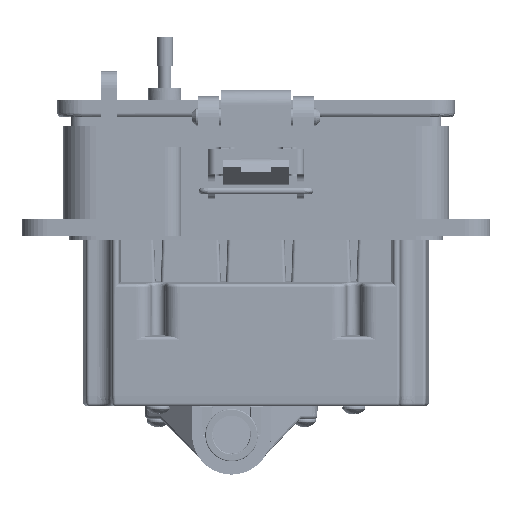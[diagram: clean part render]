
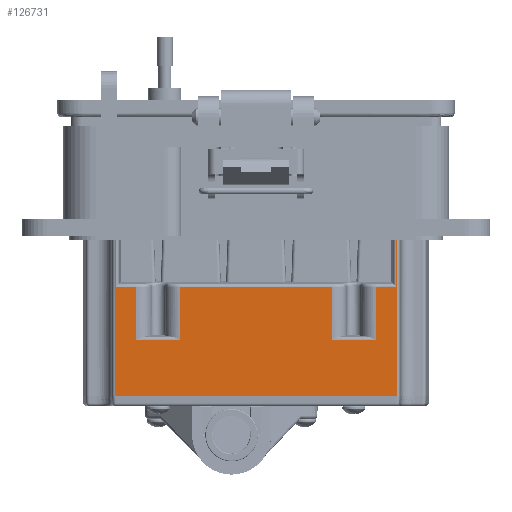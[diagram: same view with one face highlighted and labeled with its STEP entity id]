
A CAD part, front view. The second image highlights one B-rep face of the part: STEP entity #126731.
In plain terms, the highlighted planar face has unit normal (0, -1, 0).
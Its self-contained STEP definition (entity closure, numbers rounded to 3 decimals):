
#984 = VECTOR ( 'NONE', #83313, 1000. ) ;
#4720 = ORIENTED_EDGE ( 'NONE', *, *, #93337, .T. ) ;
#6886 = DIRECTION ( 'NONE',  ( 0., 0., 1. ) ) ;
#7978 = DIRECTION ( 'NONE',  ( -1., 0., 0. ) ) ;
#8581 = CARTESIAN_POINT ( 'NONE',  ( -35.052, -17.145, -41.783 ) ) ;
#11898 = VERTEX_POINT ( 'NONE', #34574 ) ;
#12671 = CARTESIAN_POINT ( 'NONE',  ( -18.389, -17.145, -15.557 ) ) ;
#13490 = VECTOR ( 'NONE', #98190, 1000. ) ;
#15041 = VERTEX_POINT ( 'NONE', #67789 ) ;
#17292 = LINE ( 'NONE', #18552, #111665 ) ;
#17752 = VECTOR ( 'NONE', #72999, 1000. ) ;
#18552 = CARTESIAN_POINT ( 'NONE',  ( -28.855, -17.145, -44.164 ) ) ;
#18894 = EDGE_CURVE ( 'NONE', #73008, #58944, #63847, .T. ) ;
#20418 = LINE ( 'NONE', #110968, #107595 ) ;
#23293 = VERTEX_POINT ( 'NONE', #39551 ) ;
#23333 = CARTESIAN_POINT ( 'NONE',  ( 33.823, -17.145, -41.783 ) ) ;
#24702 = VECTOR ( 'NONE', #62017, 1000. ) ;
#26247 = VECTOR ( 'NONE', #56499, 1000. ) ;
#28024 = VECTOR ( 'NONE', #119995, 1000. ) ;
#28230 = VECTOR ( 'NONE', #46154, 1000. ) ;
#30428 = VECTOR ( 'NONE', #83830, 1000. ) ;
#31312 = DIRECTION ( 'NONE',  ( -1., 0., 0. ) ) ;
#31694 = VERTEX_POINT ( 'NONE', #55885 ) ;
#33186 = LINE ( 'NONE', #43476, #17752 ) ;
#34574 = CARTESIAN_POINT ( 'NONE',  ( 33.951, -17.145, 9.017 ) ) ;
#35139 = CARTESIAN_POINT ( 'NONE',  ( -35.052, -17.145, 9.017 ) ) ;
#36931 = CARTESIAN_POINT ( 'NONE',  ( 33.823, -17.145, -15.557 ) ) ;
#37211 = EDGE_CURVE ( 'NONE', #58944, #83217, #118151, .T. ) ;
#37826 = ORIENTED_EDGE ( 'NONE', *, *, #18894, .T. ) ;
#39002 = DIRECTION ( 'NONE',  ( 0., 0., 1. ) ) ;
#39551 = CARTESIAN_POINT ( 'NONE',  ( -33.951, -17.145, 9.017 ) ) ;
#40267 = VERTEX_POINT ( 'NONE', #54024 ) ;
#42657 = VERTEX_POINT ( 'NONE', #70339 ) ;
#43476 = CARTESIAN_POINT ( 'NONE',  ( -33.823, -17.145, -41.783 ) ) ;
#44437 = PLANE ( 'NONE',  #103721 ) ;
#46154 = DIRECTION ( 'NONE',  ( -1., 0., 0. ) ) ;
#46993 = EDGE_CURVE ( 'NONE', #82766, #101241, #67288, .T. ) ;
#49040 = VECTOR ( 'NONE', #7978, 1000. ) ;
#50017 = CARTESIAN_POINT ( 'NONE',  ( -35.052, -17.145, -15.557 ) ) ;
#50450 = CARTESIAN_POINT ( 'NONE',  ( -28.855, -17.145, -15.557 ) ) ;
#50751 = CARTESIAN_POINT ( 'NONE',  ( 33.823, -17.145, 9.017 ) ) ;
#54024 = CARTESIAN_POINT ( 'NONE',  ( 28.855, -17.145, -28.257 ) ) ;
#54097 = DIRECTION ( 'NONE',  ( 1., 0., 0. ) ) ;
#55885 = CARTESIAN_POINT ( 'NONE',  ( 18.389, -17.145, -28.257 ) ) ;
#56499 = DIRECTION ( 'NONE',  ( 0., 0., 1. ) ) ;
#58944 = VERTEX_POINT ( 'NONE', #36931 ) ;
#59486 = ORIENTED_EDGE ( 'NONE', *, *, #66769, .T. ) ;
#61025 = ORIENTED_EDGE ( 'NONE', *, *, #100342, .T. ) ;
#61654 = VERTEX_POINT ( 'NONE', #76535 ) ;
#62017 = DIRECTION ( 'NONE',  ( -1., 0., 0. ) ) ;
#62821 = LINE ( 'NONE', #35139, #984 ) ;
#63436 = VERTEX_POINT ( 'NONE', #71837 ) ;
#63847 = LINE ( 'NONE', #23333, #100349 ) ;
#63968 = ORIENTED_EDGE ( 'NONE', *, *, #111792, .T. ) ;
#64916 = DIRECTION ( 'NONE',  ( 0., 0., 1. ) ) ;
#65631 = EDGE_CURVE ( 'NONE', #40267, #83217, #94988, .T. ) ;
#66769 = EDGE_CURVE ( 'NONE', #42657, #11898, #124468, .T. ) ;
#67288 = LINE ( 'NONE', #106453, #80750 ) ;
#67789 = CARTESIAN_POINT ( 'NONE',  ( -28.855, -17.145, -28.257 ) ) ;
#68307 = DIRECTION ( 'NONE',  ( 1., 0., 0. ) ) ;
#69807 = ORIENTED_EDGE ( 'NONE', *, *, #86781, .T. ) ;
#70339 = CARTESIAN_POINT ( 'NONE',  ( 33.951, -17.145, -41.783 ) ) ;
#70960 = LINE ( 'NONE', #110158, #24702 ) ;
#71837 = CARTESIAN_POINT ( 'NONE',  ( 18.389, -17.145, -15.557 ) ) ;
#72359 = CARTESIAN_POINT ( 'NONE',  ( 18.389, -17.145, -44.164 ) ) ;
#72999 = DIRECTION ( 'NONE',  ( 0., 0., 1. ) ) ;
#73008 = VERTEX_POINT ( 'NONE', #50751 ) ;
#73917 = EDGE_CURVE ( 'NONE', #23293, #61654, #62821, .T. ) ;
#74053 = DIRECTION ( 'NONE',  ( 0., 0., -1. ) ) ;
#74582 = CARTESIAN_POINT ( 'NONE',  ( -35.052, -17.145, 9.017 ) ) ;
#75380 = LINE ( 'NONE', #8581, #107128 ) ;
#76535 = CARTESIAN_POINT ( 'NONE',  ( -33.823, -17.145, 9.017 ) ) ;
#78059 = ORIENTED_EDGE ( 'NONE', *, *, #73917, .F. ) ;
#80366 = ORIENTED_EDGE ( 'NONE', *, *, #81092, .T. ) ;
#80750 = VECTOR ( 'NONE', #39002, 1000. ) ;
#81092 = EDGE_CURVE ( 'NONE', #125797, #61654, #33186, .T. ) ;
#81103 = EDGE_CURVE ( 'NONE', #31694, #63436, #111579, .T. ) ;
#81905 = LINE ( 'NONE', #111483, #30428 ) ;
#82766 = VERTEX_POINT ( 'NONE', #104756 ) ;
#83217 = VERTEX_POINT ( 'NONE', #106510 ) ;
#83313 = DIRECTION ( 'NONE',  ( 1., 0., 0. ) ) ;
#83830 = DIRECTION ( 'NONE',  ( 0., 0., -1. ) ) ;
#84413 = VECTOR ( 'NONE', #54097, 1000. ) ;
#84593 = CARTESIAN_POINT ( 'NONE',  ( 33.951, -17.145, -41.783 ) ) ;
#86781 = EDGE_CURVE ( 'NONE', #124211, #42657, #75380, .T. ) ;
#88185 = ORIENTED_EDGE ( 'NONE', *, *, #108858, .T. ) ;
#88190 = LINE ( 'NONE', #117139, #49040 ) ;
#91083 = EDGE_LOOP ( 'NONE', ( #101360, #61025, #94958, #63968, #104545, #116469, #80366, #78059, #4720, #69807, #59486, #119483, #37826, #93152, #99883, #88185 ) ) ;
#93152 = ORIENTED_EDGE ( 'NONE', *, *, #37211, .T. ) ;
#93337 = EDGE_CURVE ( 'NONE', #23293, #124211, #81905, .T. ) ;
#93877 = LINE ( 'NONE', #74582, #84413 ) ;
#94958 = ORIENTED_EDGE ( 'NONE', *, *, #46993, .F. ) ;
#94988 = LINE ( 'NONE', #116212, #26247 ) ;
#98190 = DIRECTION ( 'NONE',  ( -1., 0., 0. ) ) ;
#99883 = ORIENTED_EDGE ( 'NONE', *, *, #65631, .F. ) ;
#100342 = EDGE_CURVE ( 'NONE', #63436, #101241, #70960, .T. ) ;
#100349 = VECTOR ( 'NONE', #74053, 1000. ) ;
#101241 = VERTEX_POINT ( 'NONE', #12671 ) ;
#101360 = ORIENTED_EDGE ( 'NONE', *, *, #81103, .T. ) ;
#101555 = VERTEX_POINT ( 'NONE', #50450 ) ;
#103721 = AXIS2_PLACEMENT_3D ( 'NONE', #105426, #124745, #106076 ) ;
#104545 = ORIENTED_EDGE ( 'NONE', *, *, #105028, .T. ) ;
#104756 = CARTESIAN_POINT ( 'NONE',  ( -18.389, -17.145, -28.257 ) ) ;
#104952 = CARTESIAN_POINT ( 'NONE',  ( -33.951, -17.145, -41.783 ) ) ;
#105028 = EDGE_CURVE ( 'NONE', #15041, #101555, #17292, .T. ) ;
#105426 = CARTESIAN_POINT ( 'NONE',  ( -35.052, -17.145, -41.783 ) ) ;
#106076 = DIRECTION ( 'NONE',  ( 0., 0., -1. ) ) ;
#106453 = CARTESIAN_POINT ( 'NONE',  ( -18.389, -17.145, -44.164 ) ) ;
#106510 = CARTESIAN_POINT ( 'NONE',  ( 28.855, -17.145, -15.557 ) ) ;
#107128 = VECTOR ( 'NONE', #68307, 1000. ) ;
#107595 = VECTOR ( 'NONE', #31312, 1000. ) ;
#108858 = EDGE_CURVE ( 'NONE', #40267, #31694, #20418, .T. ) ;
#109644 = CARTESIAN_POINT ( 'NONE',  ( -33.823, -17.145, -15.557 ) ) ;
#110158 = CARTESIAN_POINT ( 'NONE',  ( -35.052, -17.145, -15.557 ) ) ;
#110968 = CARTESIAN_POINT ( 'NONE',  ( -35.052, -17.145, -28.257 ) ) ;
#111483 = CARTESIAN_POINT ( 'NONE',  ( -33.951, -17.145, -41.783 ) ) ;
#111579 = LINE ( 'NONE', #72359, #28024 ) ;
#111665 = VECTOR ( 'NONE', #64916, 1000. ) ;
#111792 = EDGE_CURVE ( 'NONE', #82766, #15041, #126473, .T. ) ;
#115137 = EDGE_CURVE ( 'NONE', #101555, #125797, #88190, .T. ) ;
#116212 = CARTESIAN_POINT ( 'NONE',  ( 28.855, -17.145, -44.164 ) ) ;
#116469 = ORIENTED_EDGE ( 'NONE', *, *, #115137, .T. ) ;
#117139 = CARTESIAN_POINT ( 'NONE',  ( -35.052, -17.145, -15.557 ) ) ;
#117338 = EDGE_CURVE ( 'NONE', #73008, #11898, #93877, .T. ) ;
#118151 = LINE ( 'NONE', #50017, #13490 ) ;
#119483 = ORIENTED_EDGE ( 'NONE', *, *, #117338, .F. ) ;
#119995 = DIRECTION ( 'NONE',  ( 0., 0., 1. ) ) ;
#122780 = VECTOR ( 'NONE', #6886, 1000. ) ;
#123490 = FACE_OUTER_BOUND ( 'NONE', #91083, .T. ) ;
#123942 = CARTESIAN_POINT ( 'NONE',  ( -35.052, -17.145, -28.257 ) ) ;
#124211 = VERTEX_POINT ( 'NONE', #104952 ) ;
#124468 = LINE ( 'NONE', #84593, #122780 ) ;
#124745 = DIRECTION ( 'NONE',  ( 0., -1., 0. ) ) ;
#125797 = VERTEX_POINT ( 'NONE', #109644 ) ;
#126473 = LINE ( 'NONE', #123942, #28230 ) ;
#126731 = ADVANCED_FACE ( 'NONE', ( #123490 ), #44437, .T. ) ;
